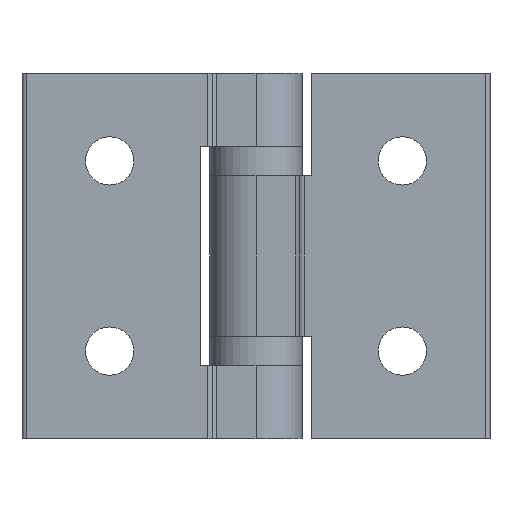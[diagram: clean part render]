
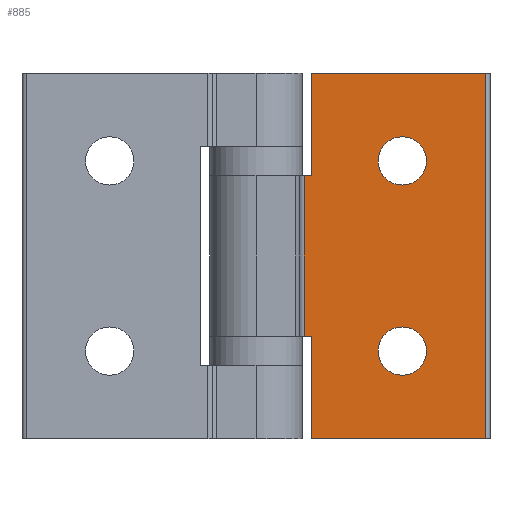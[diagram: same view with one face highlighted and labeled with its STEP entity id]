
A CAD part, front view. The second image highlights one B-rep face of the part: STEP entity #885.
In plain terms, the highlighted planar face has unit normal (0, -1, 0).
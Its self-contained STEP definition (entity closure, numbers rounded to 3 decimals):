
#95=FACE_BOUND('',#265,.T.);
#96=FACE_BOUND('',#266,.T.);
#144=CIRCLE('',#985,1.65);
#145=CIRCLE('',#986,1.65);
#192=FACE_OUTER_BOUND('',#264,.T.);
#264=EDGE_LOOP('',(#765,#766,#767,#768,#769,#770,#771,#772));
#265=EDGE_LOOP('',(#773));
#266=EDGE_LOOP('',(#774));
#320=LINE('',#1450,#381);
#324=LINE('',#1465,#385);
#327=LINE('',#1473,#388);
#331=LINE('',#1486,#392);
#335=LINE('',#1495,#396);
#336=LINE('',#1498,#397);
#337=LINE('',#1500,#398);
#338=LINE('',#1501,#399);
#381=VECTOR('',#1183,0.518);
#385=VECTOR('',#1197,7.);
#388=VECTOR('',#1202,7.);
#392=VECTOR('',#1214,0.518);
#396=VECTOR('',#1226,11.);
#397=VECTOR('',#1229,11.9);
#398=VECTOR('',#1230,25.);
#399=VECTOR('',#1231,11.9);
#458=VERTEX_POINT('',#1447);
#459=VERTEX_POINT('',#1449);
#465=VERTEX_POINT('',#1463);
#468=VERTEX_POINT('',#1470);
#469=VERTEX_POINT('',#1472);
#474=VERTEX_POINT('',#1484);
#476=VERTEX_POINT('',#1497);
#477=VERTEX_POINT('',#1499);
#478=VERTEX_POINT('',#1502);
#479=VERTEX_POINT('',#1504);
#556=EDGE_CURVE('',#459,#458,#320,.T.);
#564=EDGE_CURVE('',#458,#465,#324,.T.);
#567=EDGE_CURVE('',#469,#468,#327,.T.);
#574=EDGE_CURVE('',#468,#474,#331,.T.);
#579=EDGE_CURVE('',#459,#474,#335,.T.);
#580=EDGE_CURVE('',#476,#465,#336,.T.);
#581=EDGE_CURVE('',#477,#476,#337,.T.);
#582=EDGE_CURVE('',#477,#469,#338,.T.);
#583=EDGE_CURVE('',#478,#478,#144,.T.);
#584=EDGE_CURVE('',#479,#479,#145,.T.);
#765=ORIENTED_EDGE('',*,*,#556,.T.);
#766=ORIENTED_EDGE('',*,*,#564,.T.);
#767=ORIENTED_EDGE('',*,*,#580,.F.);
#768=ORIENTED_EDGE('',*,*,#581,.F.);
#769=ORIENTED_EDGE('',*,*,#582,.T.);
#770=ORIENTED_EDGE('',*,*,#567,.T.);
#771=ORIENTED_EDGE('',*,*,#574,.T.);
#772=ORIENTED_EDGE('',*,*,#579,.F.);
#773=ORIENTED_EDGE('',*,*,#583,.T.);
#774=ORIENTED_EDGE('',*,*,#584,.T.);
#842=PLANE('',#984);
#885=ADVANCED_FACE('',(#192,#95,#96),#842,.T.);
#984=AXIS2_PLACEMENT_3D('',#1496,#1227,#1228);
#985=AXIS2_PLACEMENT_3D('',#1503,#1232,#1233);
#986=AXIS2_PLACEMENT_3D('',#1505,#1234,#1235);
#1183=DIRECTION('',(1.,0.,0.));
#1197=DIRECTION('',(0.,0.,-1.));
#1202=DIRECTION('',(0.,0.,-1.));
#1214=DIRECTION('',(-1.,0.,0.));
#1226=DIRECTION('',(0.,0.,1.));
#1227=DIRECTION('center_axis',(0.,-1.,0.));
#1228=DIRECTION('ref_axis',(-1.,0.,0.));
#1229=DIRECTION('',(-1.,0.,0.));
#1230=DIRECTION('',(0.,0.,-1.));
#1231=DIRECTION('',(-1.,0.,0.));
#1232=DIRECTION('center_axis',(0.,1.,0.));
#1233=DIRECTION('ref_axis',(1.,0.,0.));
#1234=DIRECTION('center_axis',(0.,1.,0.));
#1235=DIRECTION('ref_axis',(1.,0.,0.));
#1447=CARTESIAN_POINT('',(3.8,-3.35,-18.));
#1449=CARTESIAN_POINT('',(3.282,-3.35,-18.));
#1450=CARTESIAN_POINT('',(5.276,-3.35,-18.));
#1463=CARTESIAN_POINT('',(3.8,-3.35,-25.));
#1465=CARTESIAN_POINT('',(3.8,-3.35,-9.));
#1470=CARTESIAN_POINT('',(3.8,-3.35,-7.));
#1472=CARTESIAN_POINT('',(3.8,-3.35,0.));
#1473=CARTESIAN_POINT('',(3.8,-3.35,0.));
#1484=CARTESIAN_POINT('',(3.282,-3.35,-7.));
#1486=CARTESIAN_POINT('',(9.9,-3.35,-7.));
#1495=CARTESIAN_POINT('',(3.282,-3.35,0.));
#1496=CARTESIAN_POINT('Origin',(16.,-3.35,0.));
#1497=CARTESIAN_POINT('',(15.7,-3.35,-25.));
#1498=CARTESIAN_POINT('',(16.,-3.35,-25.));
#1499=CARTESIAN_POINT('',(15.7,-3.35,0.));
#1500=CARTESIAN_POINT('',(15.7,-3.35,0.));
#1501=CARTESIAN_POINT('',(16.,-3.35,0.));
#1502=CARTESIAN_POINT('',(8.35,-3.35,-19.));
#1503=CARTESIAN_POINT('Origin',(10.,-3.35,-19.));
#1504=CARTESIAN_POINT('',(8.35,-3.35,-6.));
#1505=CARTESIAN_POINT('Origin',(10.,-3.35,-6.));
